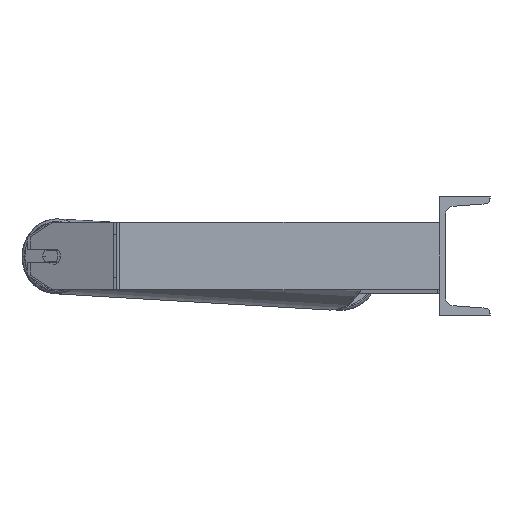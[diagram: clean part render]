
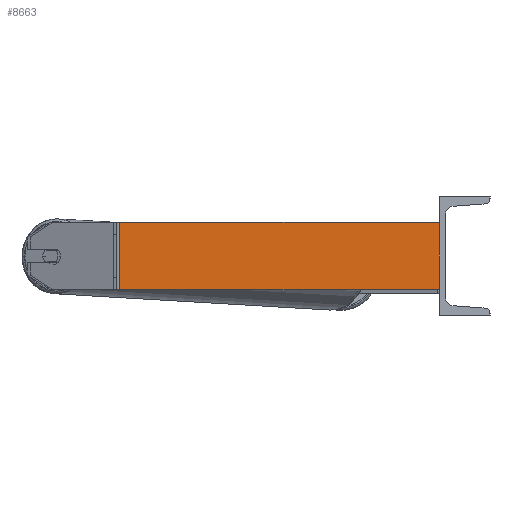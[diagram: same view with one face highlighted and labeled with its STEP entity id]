
A CAD part, left-side view. The second image highlights one B-rep face of the part: STEP entity #8663.
In plain terms, the highlighted planar face has unit normal (-1, 0, 0).
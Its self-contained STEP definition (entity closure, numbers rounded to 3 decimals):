
#405 = EDGE_CURVE ( 'NONE', #8067, #1935, #7056, .T. ) ;
#548 = DIRECTION ( 'NONE',  ( 0., 0., -1. ) ) ;
#765 = VECTOR ( 'NONE', #2590, 1000. ) ;
#951 = EDGE_LOOP ( 'NONE', ( #6579, #6281, #7212, #4680 ) ) ;
#1148 = PLANE ( 'NONE',  #2267 ) ;
#1177 = CARTESIAN_POINT ( 'NONE',  ( -1185., 379.305, 40. ) ) ;
#1226 = EDGE_CURVE ( 'NONE', #5425, #8067, #4709, .T. ) ;
#1935 = VERTEX_POINT ( 'NONE', #2959 ) ;
#2073 = CARTESIAN_POINT ( 'NONE',  ( -1185., 0., 40. ) ) ;
#2267 = AXIS2_PLACEMENT_3D ( 'NONE', #3128, #4577, #5984 ) ;
#2277 = CARTESIAN_POINT ( 'NONE',  ( -1185., 382.852, -40. ) ) ;
#2483 = CARTESIAN_POINT ( 'NONE',  ( -1185., 0., 40. ) ) ;
#2590 = DIRECTION ( 'NONE',  ( 0., 0., -1. ) ) ;
#2959 = CARTESIAN_POINT ( 'NONE',  ( -1185., 0., -40. ) ) ;
#3002 = VERTEX_POINT ( 'NONE', #2483 ) ;
#3128 = CARTESIAN_POINT ( 'NONE',  ( -1185., 382.852, 40. ) ) ;
#3630 = VECTOR ( 'NONE', #7748, 1000. ) ;
#4577 = DIRECTION ( 'NONE',  ( 1., 0., 0. ) ) ;
#4680 = ORIENTED_EDGE ( 'NONE', *, *, #1226, .T. ) ;
#4709 = LINE ( 'NONE', #6742, #6182 ) ;
#4909 = VECTOR ( 'NONE', #8471, 1000. ) ;
#5312 = FACE_OUTER_BOUND ( 'NONE', #951, .T. ) ;
#5425 = VERTEX_POINT ( 'NONE', #1177 ) ;
#5984 = DIRECTION ( 'NONE',  ( 0., 0., -1. ) ) ;
#6009 = EDGE_CURVE ( 'NONE', #5425, #3002, #6544, .T. ) ;
#6182 = VECTOR ( 'NONE', #548, 1000. ) ;
#6233 = LINE ( 'NONE', #2073, #765 ) ;
#6281 = ORIENTED_EDGE ( 'NONE', *, *, #7049, .F. ) ;
#6462 = CARTESIAN_POINT ( 'NONE',  ( -1185., 379.305, -40. ) ) ;
#6544 = LINE ( 'NONE', #8604, #4909 ) ;
#6579 = ORIENTED_EDGE ( 'NONE', *, *, #405, .T. ) ;
#6742 = CARTESIAN_POINT ( 'NONE',  ( -1185., 379.305, 40. ) ) ;
#7049 = EDGE_CURVE ( 'NONE', #3002, #1935, #6233, .T. ) ;
#7056 = LINE ( 'NONE', #2277, #3630 ) ;
#7212 = ORIENTED_EDGE ( 'NONE', *, *, #6009, .F. ) ;
#7748 = DIRECTION ( 'NONE',  ( 0., -1., 0. ) ) ;
#8067 = VERTEX_POINT ( 'NONE', #6462 ) ;
#8471 = DIRECTION ( 'NONE',  ( 0., -1., 0. ) ) ;
#8604 = CARTESIAN_POINT ( 'NONE',  ( -1185., 382.852, 40. ) ) ;
#8663 = ADVANCED_FACE ( 'NONE', ( #5312 ), #1148, .F. ) ;
